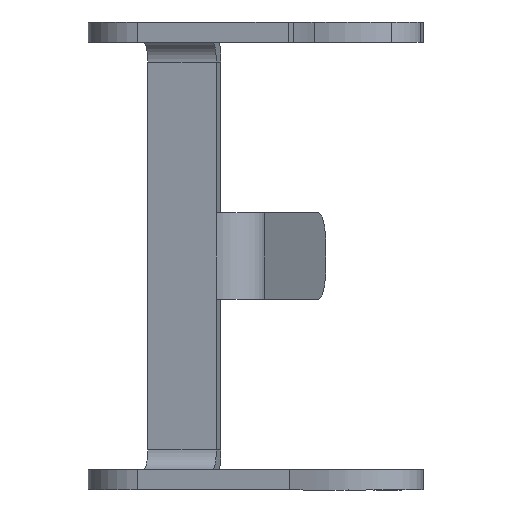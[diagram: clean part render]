
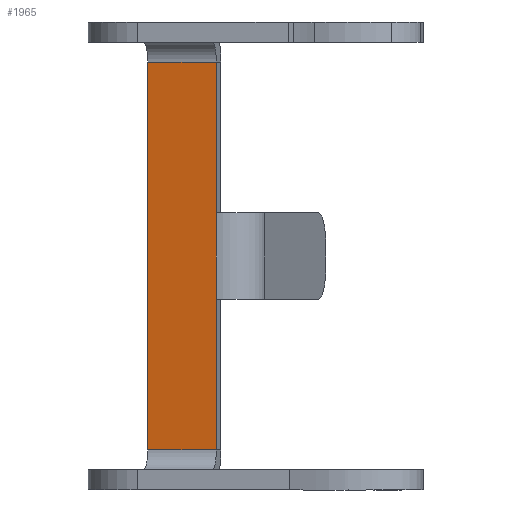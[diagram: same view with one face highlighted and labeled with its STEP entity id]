
A CAD part, front view. The second image highlights one B-rep face of the part: STEP entity #1965.
In plain terms, the highlighted planar face has unit normal (-0.222, -0.975, 0).
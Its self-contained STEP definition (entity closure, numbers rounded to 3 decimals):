
#1 = LINE ( 'NONE', #674, #1625 ) ;
#11 = DIRECTION ( 'NONE',  ( -0.975, 0.222, 0. ) ) ;
#64 = VERTEX_POINT ( 'NONE', #705 ) ;
#154 = VECTOR ( 'NONE', #1140, 1000. ) ;
#237 = VERTEX_POINT ( 'NONE', #1878 ) ;
#360 = VECTOR ( 'NONE', #828, 1000. ) ;
#364 = ORIENTED_EDGE ( 'NONE', *, *, #469, .T. ) ;
#391 = ORIENTED_EDGE ( 'NONE', *, *, #1749, .T. ) ;
#399 = VECTOR ( 'NONE', #944, 1000. ) ;
#458 = CARTESIAN_POINT ( 'NONE',  ( 9.986, 207.688, -12. ) ) ;
#469 = EDGE_CURVE ( 'NONE', #237, #1376, #1, .T. ) ;
#510 = EDGE_CURVE ( 'NONE', #743, #731, #1691, .T. ) ;
#604 = EDGE_CURVE ( 'NONE', #1564, #64, #1462, .T. ) ;
#618 = ORIENTED_EDGE ( 'NONE', *, *, #604, .F. ) ;
#643 = EDGE_CURVE ( 'NONE', #1376, #64, #2149, .T. ) ;
#674 = CARTESIAN_POINT ( 'NONE',  ( 30.518, 203.024, -83. ) ) ;
#698 = DIRECTION ( 'NONE',  ( -0.222, -0.975, 0. ) ) ;
#705 = CARTESIAN_POINT ( 'NONE',  ( 30.518, 203.024, -12. ) ) ;
#731 = VERTEX_POINT ( 'NONE', #1854 ) ;
#743 = VERTEX_POINT ( 'NONE', #1832 ) ;
#792 = VECTOR ( 'NONE', #1023, 1000. ) ;
#796 = CARTESIAN_POINT ( 'NONE',  ( 9.986, 207.688, -12. ) ) ;
#828 = DIRECTION ( 'NONE',  ( 0.975, -0.222, 0. ) ) ;
#944 = DIRECTION ( 'NONE',  ( 0., 0., 1. ) ) ;
#962 = CARTESIAN_POINT ( 'NONE',  ( 30.518, 203.024, 0. ) ) ;
#1023 = DIRECTION ( 'NONE',  ( 0., 0., -1. ) ) ;
#1031 = EDGE_CURVE ( 'NONE', #743, #237, #1440, .T. ) ;
#1041 = CARTESIAN_POINT ( 'NONE',  ( 30.518, 203.024, -128. ) ) ;
#1043 = AXIS2_PLACEMENT_3D ( 'NONE', #1892, #698, #1848 ) ;
#1046 = ORIENTED_EDGE ( 'NONE', *, *, #1031, .T. ) ;
#1090 = EDGE_LOOP ( 'NONE', ( #391, #1901, #1046, #364, #1443, #618 ) ) ;
#1140 = DIRECTION ( 'NONE',  ( 0., 0., 1. ) ) ;
#1170 = CARTESIAN_POINT ( 'NONE',  ( 30.518, 203.024, 0. ) ) ;
#1183 = DIRECTION ( 'NONE',  ( 0., 0., 1. ) ) ;
#1203 = PLANE ( 'NONE',  #1043 ) ;
#1225 = FACE_OUTER_BOUND ( 'NONE', #1090, .T. ) ;
#1376 = VERTEX_POINT ( 'NONE', #1392 ) ;
#1392 = CARTESIAN_POINT ( 'NONE',  ( 30.518, 203.024, -57. ) ) ;
#1440 = LINE ( 'NONE', #962, #399 ) ;
#1443 = ORIENTED_EDGE ( 'NONE', *, *, #643, .T. ) ;
#1462 = LINE ( 'NONE', #796, #360 ) ;
#1564 = VERTEX_POINT ( 'NONE', #458 ) ;
#1625 = VECTOR ( 'NONE', #1183, 1000. ) ;
#1691 = LINE ( 'NONE', #1041, #1979 ) ;
#1749 = EDGE_CURVE ( 'NONE', #1564, #731, #1840, .T. ) ;
#1832 = CARTESIAN_POINT ( 'NONE',  ( 30.518, 203.024, -128. ) ) ;
#1840 = LINE ( 'NONE', #2031, #792 ) ;
#1848 = DIRECTION ( 'NONE',  ( 0.975, -0.222, 0. ) ) ;
#1854 = CARTESIAN_POINT ( 'NONE',  ( 9.986, 207.688, -128. ) ) ;
#1878 = CARTESIAN_POINT ( 'NONE',  ( 30.518, 203.024, -83. ) ) ;
#1892 = CARTESIAN_POINT ( 'NONE',  ( 45.35, 199.655, 0. ) ) ;
#1901 = ORIENTED_EDGE ( 'NONE', *, *, #510, .F. ) ;
#1965 = ADVANCED_FACE ( 'NONE', ( #1225 ), #1203, .T. ) ;
#1979 = VECTOR ( 'NONE', #11, 1000. ) ;
#2031 = CARTESIAN_POINT ( 'NONE',  ( 9.986, 207.688, 0. ) ) ;
#2149 = LINE ( 'NONE', #1170, #154 ) ;
